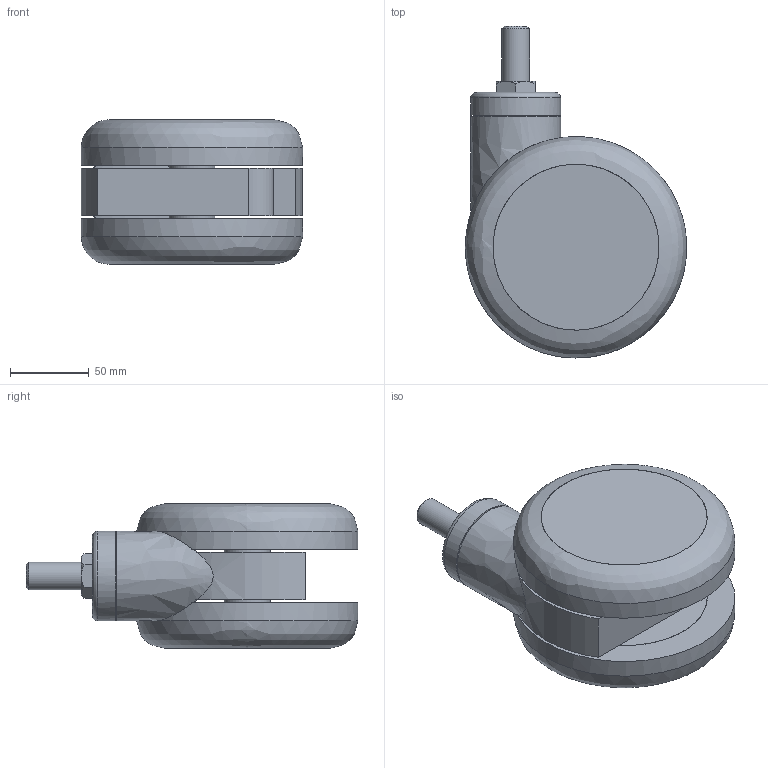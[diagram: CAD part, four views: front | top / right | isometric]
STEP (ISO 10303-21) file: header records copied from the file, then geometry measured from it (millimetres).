
FILE_DESCRIPTION(('FreeCAD Model'),'2;1');
FILE_NAME('Open CASCADE Shape Model','2025-04-29T19:05:10',('FreeCAD'),( 'FreeCAD'),'Open CASCADE STEP processor 7.6','FreeCAD','Unknown');
FILE_SCHEMA(('AUTOMOTIVE_DESIGN { 1 0 10303 214 1 1 1 1 }'));
Length unit declared in the file: millimetre
Products named in the file (1): Open CASCADE STEP translator 7.6 1
Bounding box: 140.37 x 210.55 x 91.57 mm (x, y, z)
Volume: 1382289.6 mm3; surface area: 178862.1 mm2
Topology: 7 solids, 7 shells, 54 faces, 112 edges, 75 vertices
Faces by surface type: bspline 54
Entity records: 2182 total; most frequent: CARTESIAN_POINT 1483, ORIENTED_EDGE 224, EDGE_CURVE 112, VERTEX_POINT 75, FACE_BOUND 61, EDGE_LOOP 61, B_SPLINE_CURVE_WITH_KNOTS 57, ADVANCED_FACE 54
